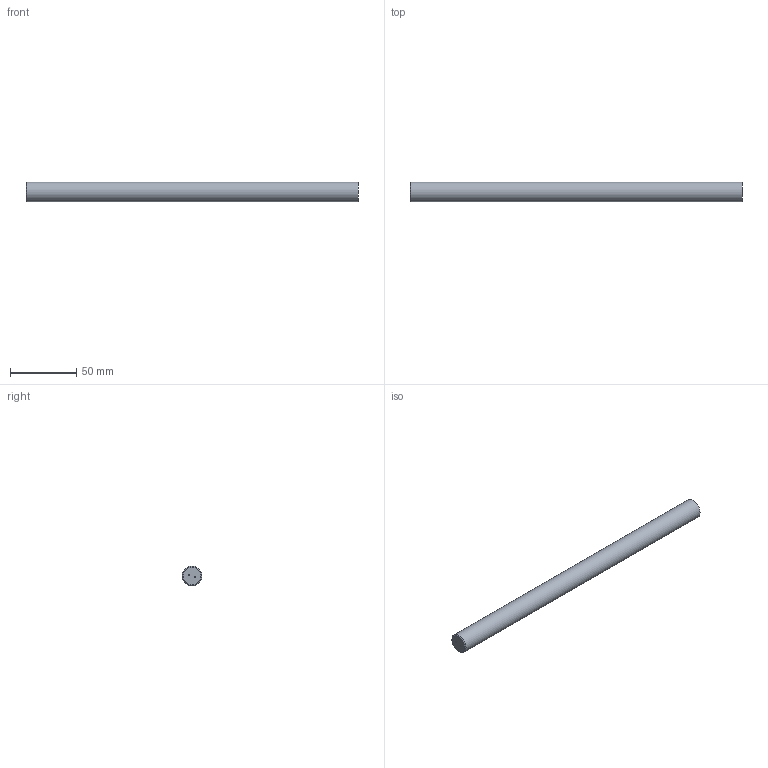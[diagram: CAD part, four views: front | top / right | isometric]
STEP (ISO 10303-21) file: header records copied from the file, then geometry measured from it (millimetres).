
FILE_DESCRIPTION(('Open CASCADE Model'),'2;1');
FILE_NAME('Open CASCADE Shape Model','2024-07-30T00:15:02',('Author'),( 'Open CASCADE'),'Open CASCADE STEP processor 7.7','Open CASCADE 7.7' ,'Unknown');
FILE_SCHEMA(('AUTOMOTIVE_DESIGN { 1 0 10303 214 1 1 1 1 }'));
Length unit declared in the file: millimetre
Products named in the file (1): Open CASCADE STEP translator 7.7 662
Bounding box: 250 x 15 x 15 mm (x, y, z)
Volume: 43690.7 mm3; surface area: 13871.7 mm2
Topology: 1 solids, 1 shells, 6 faces, 11 edges, 7 vertices
Faces by surface type: plane 2, bspline 2, cylinder 1, cone 1
Full cylindrical faces by diameter (mm): 15 x1
Entity records: 985 total; most frequent: CARTESIAN_POINT 767, DIRECTION 32, ORIENTED_EDGE 22, PCURVE 22, DEFINITIONAL_REPRESENTATION 22, LINE 14, VECTOR 14, EDGE_CURVE 11
